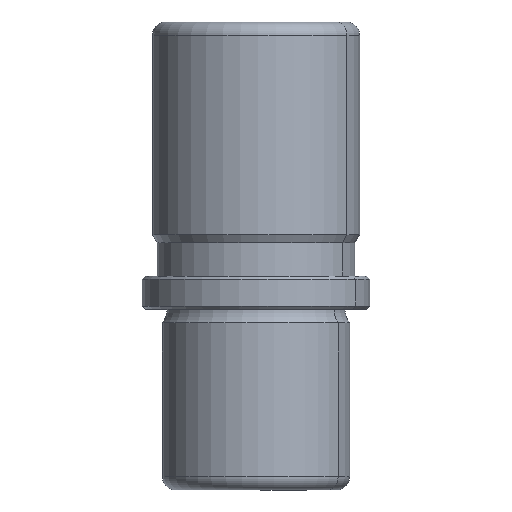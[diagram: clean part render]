
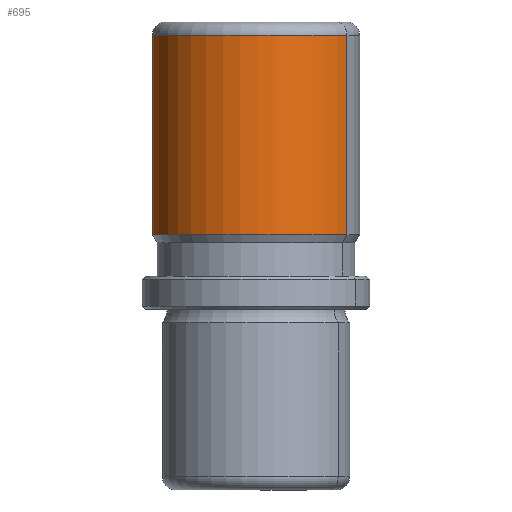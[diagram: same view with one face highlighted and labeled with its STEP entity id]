
A CAD part, front view. The second image highlights one B-rep face of the part: STEP entity #695.
In plain terms, the highlighted cylindrical face has radius 15.5 mm (diameter 31 mm), a partial arc.
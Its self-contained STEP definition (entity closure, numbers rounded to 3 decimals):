
#631=CARTESIAN_POINT('Vertex',(-13.603,7.431,11.212)) ;
#638=CARTESIAN_POINT('Vertex',(13.603,-7.431,11.212)) ;
#653=CARTESIAN_POINT('Axis2P3D Location',(0.,0.,11.212)) ;
#665=CARTESIAN_POINT('Axis2P3D Location',(0.,0.,8.)) ;
#670=CARTESIAN_POINT('Line Origine',(-13.603,7.431,27.106)) ;
#674=CARTESIAN_POINT('Vertex',(-13.603,7.431,41.)) ;
#677=CARTESIAN_POINT('Line Origine',(13.603,-7.431,27.106)) ;
#681=CARTESIAN_POINT('Vertex',(13.603,-7.431,41.)) ;
#684=CARTESIAN_POINT('Axis2P3D Location',(0.,0.,41.)) ;
#654=DIRECTION('Axis2P3D Direction',(-0.,0.,1.)) ;
#666=DIRECTION('Axis2P3D Direction',(0.,0.,-1.)) ;
#667=DIRECTION('Axis2P3D XDirection',(-0.878,0.479,-0.)) ;
#671=DIRECTION('Vector Direction',(0.,0.,-1.)) ;
#678=DIRECTION('Vector Direction',(0.,0.,-1.)) ;
#685=DIRECTION('Axis2P3D Direction',(0.,0.,-1.)) ;
#655=AXIS2_PLACEMENT_3D('Circle Axis2P3D',#653,#654,$) ;
#668=AXIS2_PLACEMENT_3D('Cylinder Axis2P3D',#665,#666,#667) ;
#686=AXIS2_PLACEMENT_3D('Circle Axis2P3D',#684,#685,$) ;
#690=ORIENTED_EDGE('',*,*,#676,.F.) ;
#691=ORIENTED_EDGE('',*,*,#657,.F.) ;
#692=ORIENTED_EDGE('',*,*,#683,.T.) ;
#693=ORIENTED_EDGE('',*,*,#688,.T.) ;
#672=VECTOR('Line Direction',#671,1.) ;
#679=VECTOR('Line Direction',#678,1.) ;
#695=ADVANCED_FACE('PartBody',(#694),#669,.T.) ;
#656=CIRCLE('generated circle',#655,15.5) ;
#687=CIRCLE('generated circle',#686,15.5) ;
#669=CYLINDRICAL_SURFACE('generated cylinder',#668,15.5) ;
#657=EDGE_CURVE('',#639,#632,#656,.F.) ;
#676=EDGE_CURVE('',#632,#675,#673,.F.) ;
#683=EDGE_CURVE('',#639,#682,#680,.F.) ;
#688=EDGE_CURVE('',#682,#675,#687,.T.) ;
#689=EDGE_LOOP('',(#690,#691,#692,#693)) ;
#694=FACE_OUTER_BOUND('',#689,.T.) ;
#673=LINE('Line',#670,#672) ;
#680=LINE('Line',#677,#679) ;
#632=VERTEX_POINT('',#631) ;
#639=VERTEX_POINT('',#638) ;
#675=VERTEX_POINT('',#674) ;
#682=VERTEX_POINT('',#681) ;
